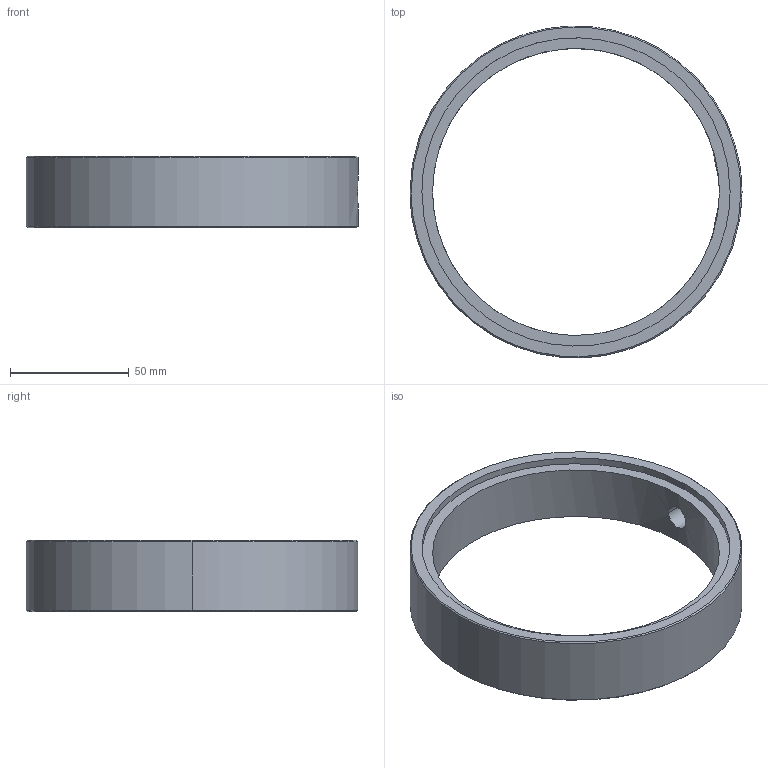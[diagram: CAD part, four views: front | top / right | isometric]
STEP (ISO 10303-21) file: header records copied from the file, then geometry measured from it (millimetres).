
FILE_DESCRIPTION(/* description */ (''),/* implementation_level */ '2;1');
FILE_NAME(/* name */ 'LAMPRI~1',/* time_stamp */ '2021-07-28T14:33:20+01:00',/* author */ (''),/* organization */ (''),/* preprocessor_version */ 'ST-DEVELOPER v16.5',/* originating_system */ '',/* authorisation */ '');
FILE_SCHEMA (('AUTOMOTIVE_DESIGN'));
Length unit declared in the file: millimetre
Products named in the file (1): Document
Bounding box: 139.7 x 139.58 x 30 mm (x, y, z)
Volume: 105359.8 mm3; surface area: 32400.7 mm2
Topology: 1 solids, 1 shells, 18 faces, 44 edges, 28 vertices
Faces by surface type: bspline 14, plane 4
Entity records: 657 total; most frequent: CARTESIAN_POINT 386, ORIENTED_EDGE 88, EDGE_CURVE 44, VERTEX_POINT 28, EDGE_LOOP 22, ADVANCED_FACE 18, FACE_OUTER_BOUND 18, B_SPLINE_CURVE_WITH_KNOTS 12
